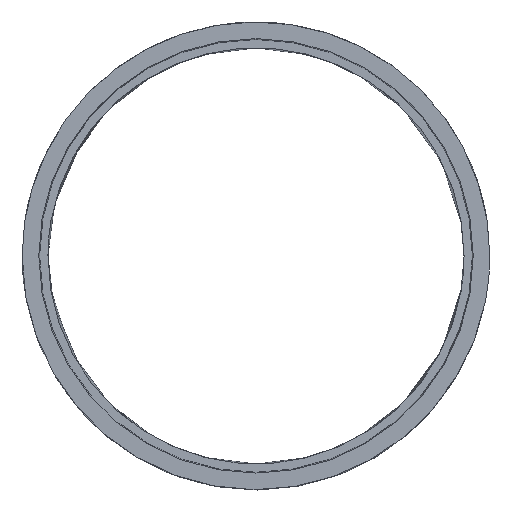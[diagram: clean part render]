
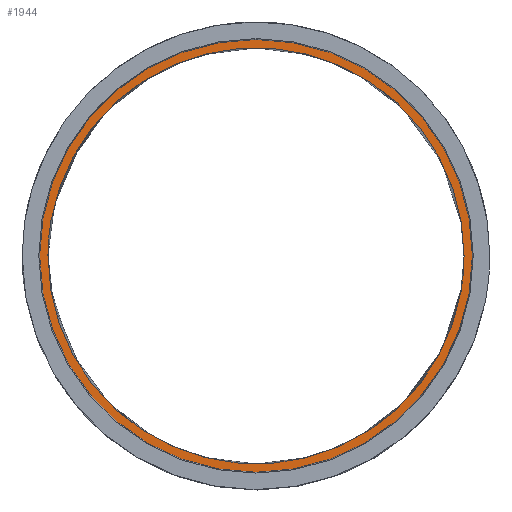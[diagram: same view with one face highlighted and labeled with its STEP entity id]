
A CAD part, top view. The second image highlights one B-rep face of the part: STEP entity #1944.
In plain terms, the highlighted planar face has unit normal (0, 0, 1).
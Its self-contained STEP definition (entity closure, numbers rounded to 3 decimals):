
#263 = CARTESIAN_POINT ( 'NONE',  ( 1250., 0., 1000. ) ) ;
#573 = CARTESIAN_POINT ( 'NONE',  ( 1200.823, 440.29, 1000. ) ) ;
#1177 = EDGE_LOOP ( 'NONE', ( #14207, #11229 ) ) ;
#1723 = CARTESIAN_POINT ( 'NONE',  ( 331.511, -1250., 1000. ) ) ;
#1944 = ADVANCED_FACE ( 'NONE', ( #14086, #14394 ), #2546, .F. ) ;
#2546 = PLANE ( 'NONE',  #12413 ) ;
#2905 = CARTESIAN_POINT ( 'NONE',  ( 0., 0., 1000. ) ) ;
#3222 = DIRECTION ( 'NONE',  ( 1., 0., 0. ) ) ;
#3272 = EDGE_CURVE ( 'NONE', #6998, #5494, #11356, .T. ) ;
#4009 = ORIENTED_EDGE ( 'NONE', *, *, #3272, .T. ) ;
#4062 = CARTESIAN_POINT ( 'NONE',  ( -1118.297, 649.47, 1000. ) ) ;
#4433 = CIRCLE ( 'NONE', #19350, 1300. ) ;
#4588 = CARTESIAN_POINT ( 'NONE',  ( -1250., 0., 1000. ) ) ;
#5261 = CARTESIAN_POINT ( 'NONE',  ( 1300., 0., 1000. ) ) ;
#5494 = VERTEX_POINT ( 'NONE', #5261 ) ;
#6122 = DIRECTION ( 'NONE',  ( 0., 0., -1. ) ) ;
#6670 = VERTEX_POINT ( 'NONE', #21362 ) ;
#6837 = CARTESIAN_POINT ( 'NONE',  ( -1250., -331.511, 1000. ) ) ;
#6998 = VERTEX_POINT ( 'NONE', #8928 ) ;
#7104 = CARTESIAN_POINT ( 'NONE',  ( 1250., 16.576, 1000. ) ) ;
#7253 = EDGE_CURVE ( 'NONE', #11485, #6670, #15568, .T. ) ;
#8928 = CARTESIAN_POINT ( 'NONE',  ( -1300., 0., 1000. ) ) ;
#9399 = EDGE_LOOP ( 'NONE', ( #12098, #4009 ) ) ;
#9626 = AXIS2_PLACEMENT_3D ( 'NONE', #16341, #21327, #11546 ) ;
#9656 = CARTESIAN_POINT ( 'NONE',  ( -1118.297, -649.47, 1000. ) ) ;
#10683 = CARTESIAN_POINT ( 'NONE',  ( -649.47, 1118.297, 1000. ) ) ;
#10802 = DIRECTION ( 'NONE',  ( -1., 0., 0. ) ) ;
#11229 = ORIENTED_EDGE ( 'NONE', *, *, #11329, .F. ) ;
#11329 = EDGE_CURVE ( 'NONE', #6670, #11485, #15239, .T. ) ;
#11356 = CIRCLE ( 'NONE', #9626, 1300. ) ;
#11391 = CARTESIAN_POINT ( 'NONE',  ( 1250., -16.576, 1000. ) ) ;
#11485 = VERTEX_POINT ( 'NONE', #263 ) ;
#11501 = CARTESIAN_POINT ( 'NONE',  ( -649.47, -1118.297, 1000. ) ) ;
#11546 = DIRECTION ( 'NONE',  ( 1., 0., 0. ) ) ;
#11577 = DIRECTION ( 'NONE',  ( 0., 0., 1. ) ) ;
#11714 = CARTESIAN_POINT ( 'NONE',  ( 1071.415, -696.352, 1000. ) ) ;
#12096 = CARTESIAN_POINT ( 'NONE',  ( 1249.341, 49.659, 1000. ) ) ;
#12098 = ORIENTED_EDGE ( 'NONE', *, *, #19455, .T. ) ;
#12316 = CARTESIAN_POINT ( 'NONE',  ( 331.511, 1250., 1000. ) ) ;
#12413 = AXIS2_PLACEMENT_3D ( 'NONE', #12644, #6122, #10802 ) ;
#12644 = CARTESIAN_POINT ( 'NONE',  ( 1250., 0., 1000. ) ) ;
#13026 = CARTESIAN_POINT ( 'NONE',  ( 649.47, -1118.297, 1000. ) ) ;
#14086 = FACE_OUTER_BOUND ( 'NONE', #9399, .T. ) ;
#14207 = ORIENTED_EDGE ( 'NONE', *, *, #7253, .F. ) ;
#14394 = FACE_BOUND ( 'NONE', #1177, .T. ) ;
#15239 = B_SPLINE_CURVE_WITH_KNOTS ( 'NONE', 3,
 ( #18349, #6837, #9656, #11501, #18136, #1723, #13026, #11714, #19542, #21497, #18242, #16616, #11391, #16508 ),
 .UNSPECIFIED., .F., .F.,
 ( 4, 2, 2, 2, 1, 1, 1, 1, 4 ),
 ( 3.908, 4.885, 5.862, 6.838, 7.62, 7.669, 7.717, 7.766, 7.815 ),
 .UNSPECIFIED. ) ;
#15368 = CARTESIAN_POINT ( 'NONE',  ( 1250., 0., 1000. ) ) ;
#15476 = CARTESIAN_POINT ( 'NONE',  ( 1241.526, 148.089, 1000. ) ) ;
#15568 = B_SPLINE_CURVE_WITH_KNOTS ( 'NONE', 3,
 ( #15368, #7104, #12096, #18719, #15476, #573, #15584, #20568, #12316, #18936, #10683, #4062, #17325, #4588 ),
 .UNSPECIFIED., .F., .F.,
 ( 4, 1, 1, 1, 1, 2, 2, 2, 4 ),
 ( 0., 0.049, 0.098, 0.147, 0.195, 0.977, 1.954, 2.931, 3.908 ),
 .UNSPECIFIED. ) ;
#15584 = CARTESIAN_POINT ( 'NONE',  ( 1071.415, 696.352, 1000. ) ) ;
#16341 = CARTESIAN_POINT ( 'NONE',  ( 0., 0., 1000. ) ) ;
#16508 = CARTESIAN_POINT ( 'NONE',  ( 1250., 0., 1000. ) ) ;
#16616 = CARTESIAN_POINT ( 'NONE',  ( 1249.341, -49.659, 1000. ) ) ;
#17325 = CARTESIAN_POINT ( 'NONE',  ( -1250., 331.511, 1000. ) ) ;
#18136 = CARTESIAN_POINT ( 'NONE',  ( -331.511, -1250., 1000. ) ) ;
#18242 = CARTESIAN_POINT ( 'NONE',  ( 1246.4, -99.028, 1000. ) ) ;
#18349 = CARTESIAN_POINT ( 'NONE',  ( -1250., 0., 1000. ) ) ;
#18719 = CARTESIAN_POINT ( 'NONE',  ( 1246.4, 99.028, 1000. ) ) ;
#18936 = CARTESIAN_POINT ( 'NONE',  ( -331.511, 1250., 1000. ) ) ;
#19350 = AXIS2_PLACEMENT_3D ( 'NONE', #2905, #11577, #3222 ) ;
#19455 = EDGE_CURVE ( 'NONE', #5494, #6998, #4433, .T. ) ;
#19542 = CARTESIAN_POINT ( 'NONE',  ( 1200.823, -440.29, 1000. ) ) ;
#20568 = CARTESIAN_POINT ( 'NONE',  ( 649.47, 1118.297, 1000. ) ) ;
#21327 = DIRECTION ( 'NONE',  ( 0., 0., 1. ) ) ;
#21362 = CARTESIAN_POINT ( 'NONE',  ( -1250., 0., 1000. ) ) ;
#21497 = CARTESIAN_POINT ( 'NONE',  ( 1241.526, -148.089, 1000. ) ) ;
